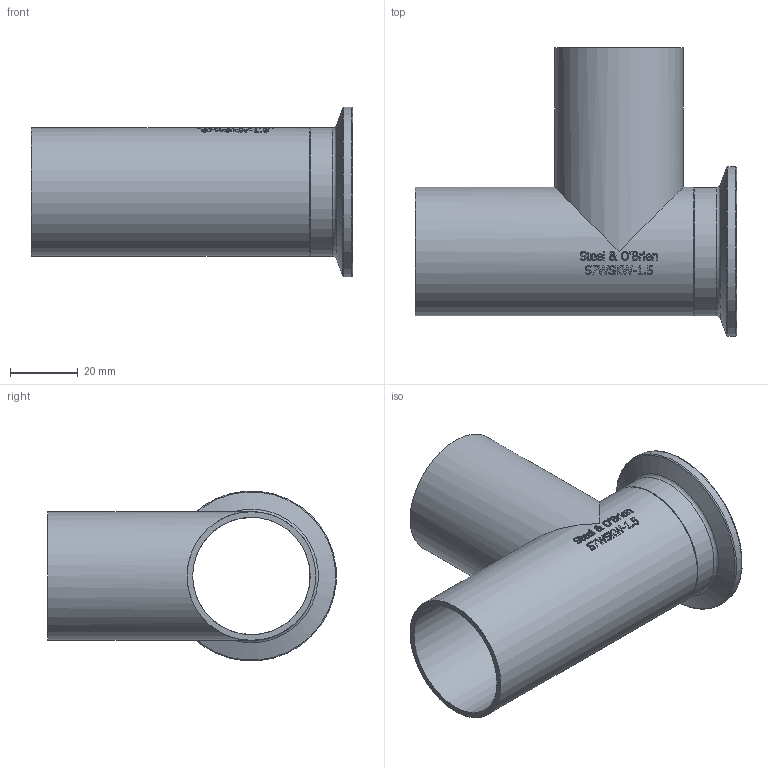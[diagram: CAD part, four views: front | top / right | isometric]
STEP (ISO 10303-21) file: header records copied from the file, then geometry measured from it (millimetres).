
FILE_DESCRIPTION(/* description */ (''),/* implementation_level */ '2;1');
FILE_NAME(/* name */ 'S7WSKW-1.5.stp',/* time_stamp */ '2018-11-28T11:55:14-05:00',/* author */ ('ken'),/* organization */ (''),/* preprocessor_version */ 'ST-DEVELOPER v15.2',/* originating_system */ 'Autodesk Inventor 2014',/* authorisation */ '');
FILE_SCHEMA (('AUTOMOTIVE_DESIGN { 1 0 10303 214 3 1 1 }'));
Length unit declared in the file: inch
Products named in the file (1): S7WSKW-1.5
Bounding box: 95.12 x 85.43 x 50.21 mm (x, y, z)
Volume: 27866.7 mm3; surface area: 32664.2 mm2
Topology: 1 solids, 1 shells, 380 faces, 1020 edges, 676 vertices
Faces by surface type: bspline 165, plane 164, cylinder 39, torus 9, cone 3
Full cylindrical faces by diameter (mm): 34.798 x3, 38.1 x3, 50.394 x1
Entity records: 14877 total; most frequent: CARTESIAN_POINT 6317, ORIENTED_EDGE 1994, DIRECTION 1299, EDGE_CURVE 997, VERTEX_POINT 674, LINE 467, VECTOR 467, EDGE_LOOP 439
